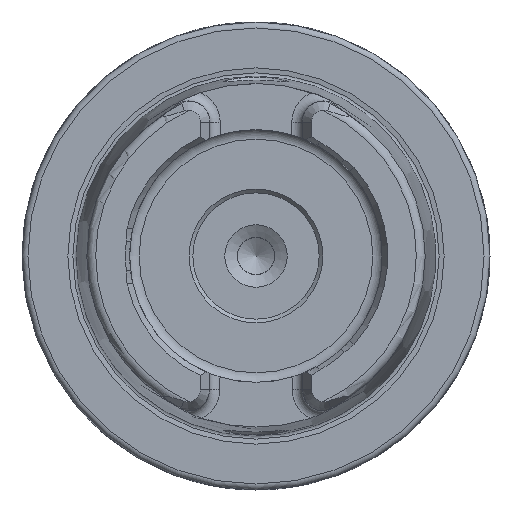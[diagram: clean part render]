
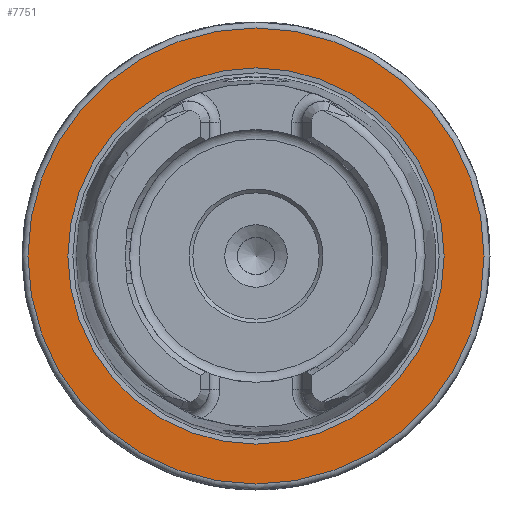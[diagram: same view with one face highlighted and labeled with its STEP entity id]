
A CAD part, left-side view. The second image highlights one B-rep face of the part: STEP entity #7751.
In plain terms, the highlighted planar face has unit normal (-1, 0, 0).
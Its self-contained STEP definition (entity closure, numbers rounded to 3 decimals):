
#176 = CARTESIAN_POINT ( 'NONE',  ( 0., 0., 0. ) ) ;
#222 = DIRECTION ( 'NONE',  ( 0., 0., 1. ) ) ;
#255 = AXIS2_PLACEMENT_3D ( 'NONE', #176, #11271, #2988 ) ;
#1053 = ORIENTED_EDGE ( 'NONE', *, *, #5303, .T. ) ;
#1159 = VERTEX_POINT ( 'NONE', #2708 ) ;
#1215 = FACE_OUTER_BOUND ( 'NONE', #3978, .T. ) ;
#2708 = CARTESIAN_POINT ( 'NONE',  ( 0., 0., 25.324 ) ) ;
#2914 = CARTESIAN_POINT ( 'NONE',  ( 0., 0., 0. ) ) ;
#2988 = DIRECTION ( 'NONE',  ( 0., 0., 1. ) ) ;
#3617 = CARTESIAN_POINT ( 'NONE',  ( 0., 0., 30.7 ) ) ;
#3637 = EDGE_LOOP ( 'NONE', ( #4261 ) ) ;
#3726 = PLANE ( 'NONE',  #4298 ) ;
#3978 = EDGE_LOOP ( 'NONE', ( #1053 ) ) ;
#4261 = ORIENTED_EDGE ( 'NONE', *, *, #8534, .F. ) ;
#4298 = AXIS2_PLACEMENT_3D ( 'NONE', #5619, #4657, #5526 ) ;
#4657 = DIRECTION ( 'NONE',  ( 1., 0., 0. ) ) ;
#5303 = EDGE_CURVE ( 'NONE', #9485, #9485, #6245, .T. ) ;
#5526 = DIRECTION ( 'NONE',  ( 0., 0., -1. ) ) ;
#5619 = CARTESIAN_POINT ( 'NONE',  ( 0., 30.7, 0. ) ) ;
#6245 = CIRCLE ( 'NONE', #10762, 30.7 ) ;
#6677 = DIRECTION ( 'NONE',  ( -1., 0., 0. ) ) ;
#7751 = ADVANCED_FACE ( 'NONE', ( #7931, #1215 ), #3726, .F. ) ;
#7931 = FACE_BOUND ( 'NONE', #3637, .T. ) ;
#8534 = EDGE_CURVE ( 'NONE', #1159, #1159, #10811, .T. ) ;
#9485 = VERTEX_POINT ( 'NONE', #3617 ) ;
#10762 = AXIS2_PLACEMENT_3D ( 'NONE', #2914, #6677, #222 ) ;
#10811 = CIRCLE ( 'NONE', #255, 25.324 ) ;
#11271 = DIRECTION ( 'NONE',  ( -1., 0., 0. ) ) ;
